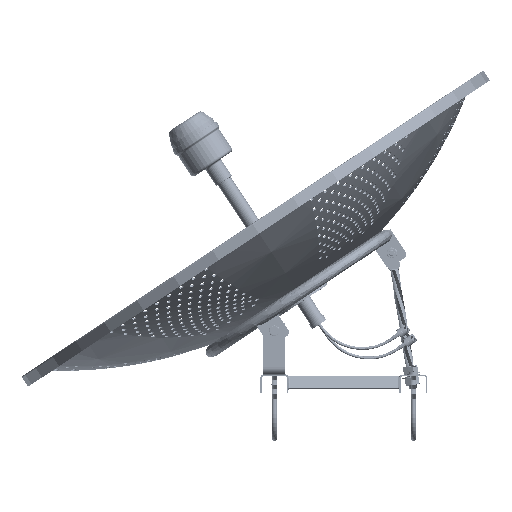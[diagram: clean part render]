
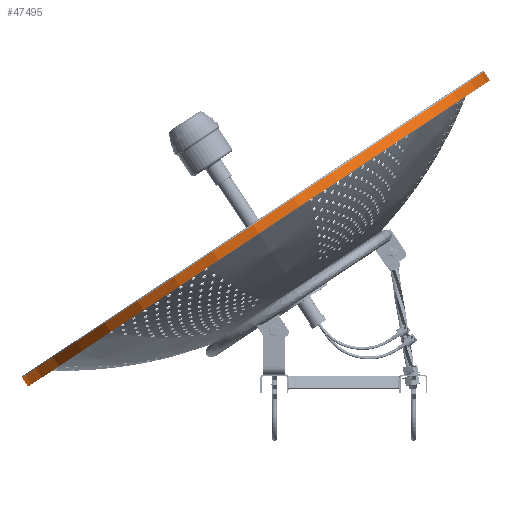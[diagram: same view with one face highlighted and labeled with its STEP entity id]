
A CAD part, left-side view. The second image highlights one B-rep face of the part: STEP entity #47495.
In plain terms, the highlighted cylindrical face has radius 474.663 mm (diameter 949.325 mm), a partial arc.
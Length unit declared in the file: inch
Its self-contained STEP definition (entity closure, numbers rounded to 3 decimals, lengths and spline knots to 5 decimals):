
#47495 = ADVANCED_FACE ( 'NONE', ( #145002 ), #145058, .T. ) ;
#68522 = DIRECTION ( 'NONE',  ( 0., -1., 0. ) ) ;
#68524 = DIRECTION ( 'NONE',  ( 0., -1., 0. ) ) ;
#68527 = CARTESIAN_POINT ( 'NONE',  ( 0., 0., 18.6875 ) ) ;
#68529 = CARTESIAN_POINT ( 'NONE',  ( 0., 0.8125, 0. ) ) ;
#68531 = DIRECTION ( 'NONE',  ( 0., -1., 0. ) ) ;
#68533 = DIRECTION ( 'NONE',  ( 0., 0., -1. ) ) ;
#68534 = CARTESIAN_POINT ( 'NONE',  ( 0., 0., -18.6875 ) ) ;
#68535 = CARTESIAN_POINT ( 'NONE',  ( 0., 0.1, 0. ) ) ;
#68537 = DIRECTION ( 'NONE',  ( 0., -1., 0. ) ) ;
#68538 = DIRECTION ( 'NONE',  ( 0., 0., -1. ) ) ;
#73922 = CIRCLE ( 'NONE', #229582, 18.6875 ) ;
#73929 = LINE ( 'NONE', #68527, #73936 ) ;
#73933 = LINE ( 'NONE', #68534, #73942 ) ;
#73934 = CIRCLE ( 'NONE', #229586, 18.6875 ) ;
#73936 = VECTOR ( 'NONE', #68522, 39.37008 ) ;
#73942 = VECTOR ( 'NONE', #68524, 39.37008 ) ;
#97566 = EDGE_CURVE ( 'NONE', #137110, #137086, #73922, .T. ) ;
#97567 = EDGE_CURVE ( 'NONE', #137086, #137114, #73929, .T. ) ;
#97568 = EDGE_CURVE ( 'NONE', #137111, #137114, #73934, .T. ) ;
#97569 = EDGE_CURVE ( 'NONE', #137110, #137111, #73933, .T. ) ;
#115857 = EDGE_LOOP ( 'NONE', ( #117151, #117158, #117167, #117174 ) ) ;
#117151 = ORIENTED_EDGE ( 'NONE', *, *, #97566, .T. ) ;
#117158 = ORIENTED_EDGE ( 'NONE', *, *, #97567, .T. ) ;
#117167 = ORIENTED_EDGE ( 'NONE', *, *, #97568, .F. ) ;
#117174 = ORIENTED_EDGE ( 'NONE', *, *, #97569, .F. ) ;
#125157 = AXIS2_PLACEMENT_3D ( 'NONE', #142622, #142623, #142632 ) ;
#137086 = VERTEX_POINT ( 'NONE', #210833 ) ;
#137110 = VERTEX_POINT ( 'NONE', #210858 ) ;
#137111 = VERTEX_POINT ( 'NONE', #210868 ) ;
#137114 = VERTEX_POINT ( 'NONE', #210863 ) ;
#142622 = CARTESIAN_POINT ( 'NONE',  ( 0., 0., 0. ) ) ;
#142623 = DIRECTION ( 'NONE',  ( 0., -1., 0. ) ) ;
#142632 = DIRECTION ( 'NONE',  ( 0., 0., -1. ) ) ;
#145002 = FACE_OUTER_BOUND ( 'NONE', #115857, .T. ) ;
#145058 = CYLINDRICAL_SURFACE ( 'NONE', #125157, 18.6875 ) ;
#210833 = CARTESIAN_POINT ( 'NONE',  ( 0., 0.8125, 18.6875 ) ) ;
#210858 = CARTESIAN_POINT ( 'NONE',  ( 0., 0.8125, -18.6875 ) ) ;
#210863 = CARTESIAN_POINT ( 'NONE',  ( 0., 0.1, 18.6875 ) ) ;
#210868 = CARTESIAN_POINT ( 'NONE',  ( 0., 0.1, -18.6875 ) ) ;
#229582 = AXIS2_PLACEMENT_3D ( 'NONE', #68529, #68531, #68533 ) ;
#229586 = AXIS2_PLACEMENT_3D ( 'NONE', #68535, #68537, #68538 ) ;
